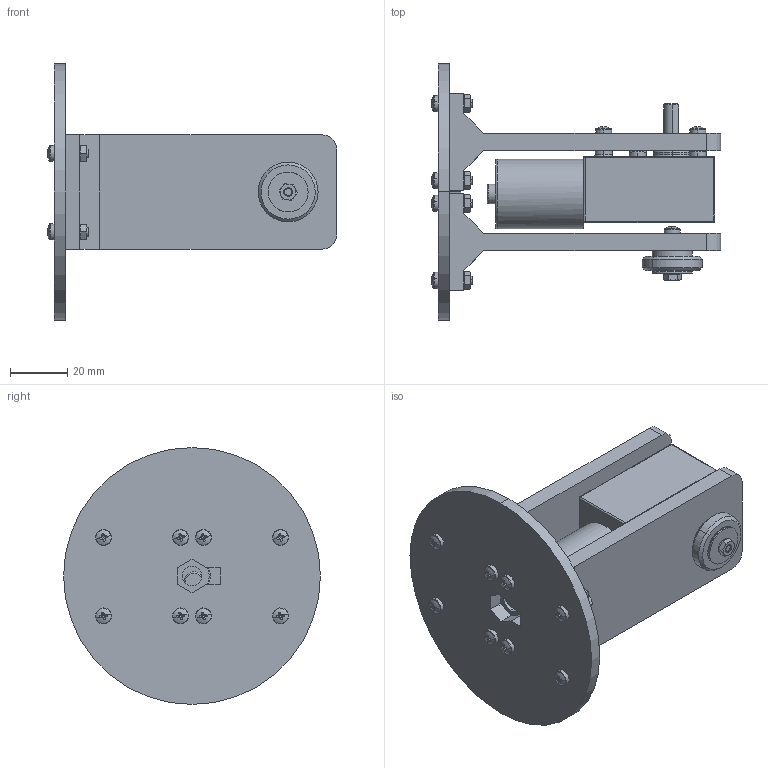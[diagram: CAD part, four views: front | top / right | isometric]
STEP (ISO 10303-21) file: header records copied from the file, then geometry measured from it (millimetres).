
FILE_DESCRIPTION (( 'STEP AP203' ), '1' );
FILE_NAME ('Clamping.STEP', '2019-05-11T14:33:01', ( '' ), ( '' ), 'SwSTEP 2.0', 'SolidWorks 2017', '' );
FILE_SCHEMA (( 'CONFIG_CONTROL_DESIGN' ));
Length unit declared in the file: millimetre
Products named in the file (11): hex nut style 1 gradeab_iso_ISO - 4032 - M3 - W - N; pan head cross recess screw_iso_ISO 7045 - M3 x 16 - Z - 16N; Clamping; äâèãàòåëü2; bearingClamp; pan head cross recess screw_iso_ISO 7045 - M3 x 8 - Z - 8N; pan head cross recess screw_iso_ISO 7045 - M3 x 12 - Z - 12N; ïîäøèïíèê; ч蜱齁罻; motorClamp; roundPlate
Assembly tree (34 placements, depth 2):
  Clamping
    roundPlate
    bearingClamp
    motorClamp
    pan head cross recess screw_iso_ISO 7045 - M3 x 12 - Z - 12N  x11
    hex nut style 1 gradeab_iso_ISO - 4032 - M3 - W - N  x12
    ч蜱齁罻
    ïîäøèïíèê
    pan head cross recess screw_iso_ISO 7045 - M3 x 16 - Z - 16N
    äâèãàòåëü2
    pan head cross recess screw_iso_ISO 7045 - M3 x 8 - Z - 8N  x4
Bounding box: 101.35 x 90 x 90 mm (x, y, z)
Volume: 138412.5 mm3; surface area: 53185.4 mm2
Topology: 34 solids, 34 shells, 1265 faces, 2921 edges, 1716 vertices
Faces by surface type: plane 589, cone 307, cylinder 244, torus 87, sphere 38
Entity records: 12892 total; most frequent: DIRECTION 2116, CARTESIAN_POINT 2013, ORIENTED_EDGE 1758, AXIS2_PLACEMENT_3D 879, EDGE_CURVE 879, VERTEX_POINT 540, CIRCLE 466, EDGE_LOOP 447
